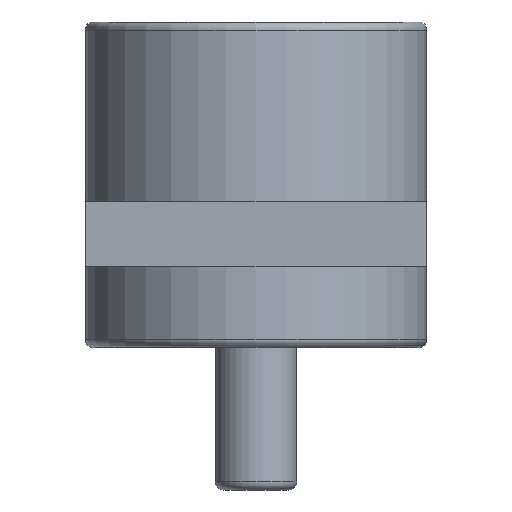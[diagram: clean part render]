
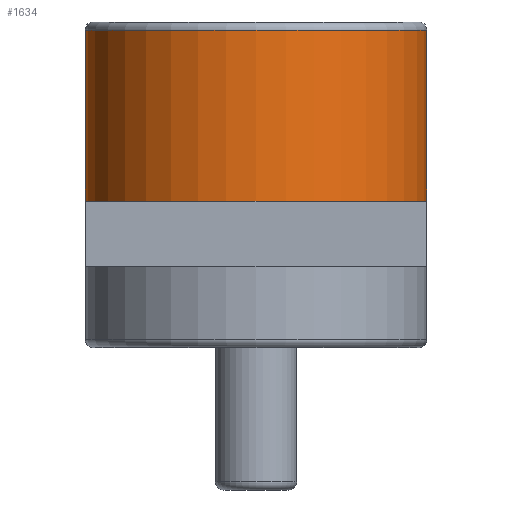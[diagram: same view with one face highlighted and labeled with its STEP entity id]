
A CAD part, left-side view. The second image highlights one B-rep face of the part: STEP entity #1634.
In plain terms, the highlighted cylindrical face has radius 2.1 mm (diameter 4.2 mm), a partial arc.
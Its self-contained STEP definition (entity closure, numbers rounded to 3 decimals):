
#209=FACE_OUTER_BOUND('',#361,.T.);
#361=EDGE_LOOP('',(#1285,#1286,#1287,#1288,#1289));
#482=LINE('',#2783,#562);
#505=LINE('',#2875,#585);
#562=VECTOR('',#2183,10.);
#585=VECTOR('',#2290,10.);
#669=CIRCLE('',#1847,2.1);
#676=CIRCLE('',#1864,2.1);
#677=CIRCLE('',#1867,2.1);
#796=VERTEX_POINT('',#2780);
#797=VERTEX_POINT('',#2782);
#811=VERTEX_POINT('',#2817);
#822=VERTEX_POINT('',#2860);
#824=VERTEX_POINT('',#2866);
#950=EDGE_CURVE('',#797,#796,#482,.T.);
#971=EDGE_CURVE('',#811,#796,#669,.T.);
#993=EDGE_CURVE('',#824,#822,#676,.T.);
#995=EDGE_CURVE('',#822,#797,#677,.T.);
#996=EDGE_CURVE('',#824,#811,#505,.T.);
#1285=ORIENTED_EDGE('',*,*,#971,.F.);
#1286=ORIENTED_EDGE('',*,*,#996,.F.);
#1287=ORIENTED_EDGE('',*,*,#993,.T.);
#1288=ORIENTED_EDGE('',*,*,#995,.T.);
#1289=ORIENTED_EDGE('',*,*,#950,.T.);
#1555=CYLINDRICAL_SURFACE('',#1869,2.1);
#1634=ADVANCED_FACE('',(#209),#1555,.T.);
#1847=AXIS2_PLACEMENT_3D('',#2824,#2228,#2229);
#1864=AXIS2_PLACEMENT_3D('',#2868,#2277,#2278);
#1867=AXIS2_PLACEMENT_3D('',#2872,#2284,#2285);
#1869=AXIS2_PLACEMENT_3D('',#2874,#2288,#2289);
#2183=DIRECTION('',(0.,0.,1.));
#2228=DIRECTION('center_axis',(0.,0.,1.));
#2229=DIRECTION('ref_axis',(-1.,0.,0.));
#2277=DIRECTION('center_axis',(0.,0.,1.));
#2278=DIRECTION('ref_axis',(0.,1.,0.));
#2284=DIRECTION('center_axis',(0.,0.,1.));
#2285=DIRECTION('ref_axis',(0.,1.,0.));
#2288=DIRECTION('center_axis',(0.,0.,1.));
#2289=DIRECTION('ref_axis',(0.,1.,0.));
#2290=DIRECTION('',(0.,0.,1.));
#2780=CARTESIAN_POINT('',(-7.94,-2.1,3.9));
#2782=CARTESIAN_POINT('',(-7.94,-2.1,1.8));
#2783=CARTESIAN_POINT('',(-7.94,-2.1,0.));
#2817=CARTESIAN_POINT('',(-7.94,2.1,3.9));
#2824=CARTESIAN_POINT('Origin',(-7.94,0.,3.9));
#2860=CARTESIAN_POINT('',(-10.04,0.,1.8));
#2866=CARTESIAN_POINT('',(-7.94,2.1,1.8));
#2868=CARTESIAN_POINT('Origin',(-7.94,0.,1.8));
#2872=CARTESIAN_POINT('Origin',(-7.94,0.,1.8));
#2874=CARTESIAN_POINT('Origin',(-7.94,0.,0.));
#2875=CARTESIAN_POINT('',(-7.94,2.1,0.));
